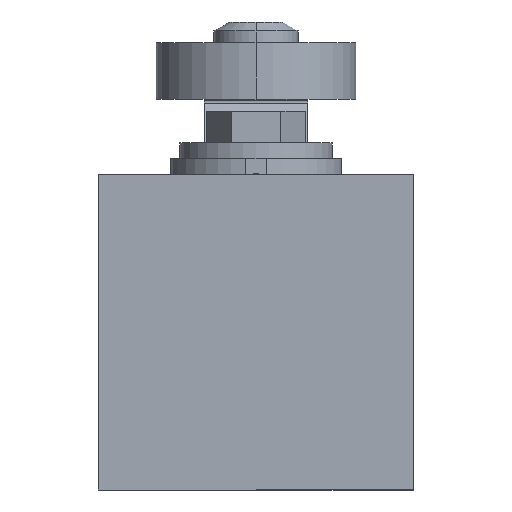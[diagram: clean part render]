
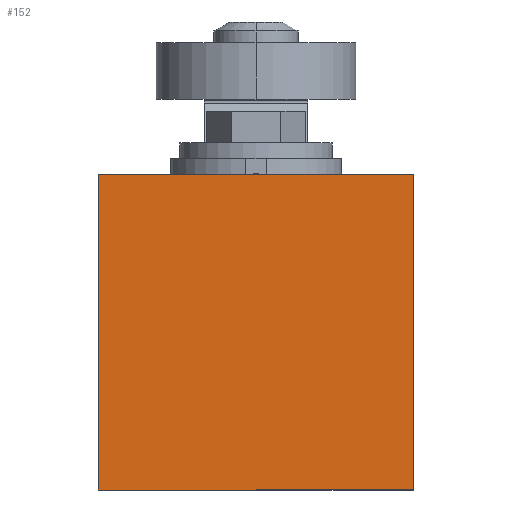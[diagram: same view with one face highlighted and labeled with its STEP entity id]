
A CAD part, front view. The second image highlights one B-rep face of the part: STEP entity #152.
In plain terms, the highlighted planar face has unit normal (0, -1, 0).
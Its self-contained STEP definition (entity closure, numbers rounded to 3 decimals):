
#152=ADVANCED_FACE('',(#406),#407,.T.);
#406=FACE_OUTER_BOUND('',#719,.T.);
#407=PLANE('',#720);
#719=EDGE_LOOP('',(#1662,#1663,#1664,#1665));
#720=AXIS2_PLACEMENT_3D('',#1666,#1667,#1668);
#1662=ORIENTED_EDGE('',*,*,#2387,.T.);
#1663=ORIENTED_EDGE('',*,*,#2385,.T.);
#1664=ORIENTED_EDGE('',*,*,#2388,.T.);
#1665=ORIENTED_EDGE('',*,*,#2374,.F.);
#1666=CARTESIAN_POINT('',(0.,-60.5,-1.0));
#1667=DIRECTION('',(0.,-1.0,0.0));
#1668=DIRECTION('',(1.0,0.,0.0));
#2374=EDGE_CURVE('',#2970,#2972,#2973,.T.);
#2385=EDGE_CURVE('',#2988,#2986,#2989,.T.);
#2387=EDGE_CURVE('',#2970,#2988,#2991,.T.);
#2388=EDGE_CURVE('',#2986,#2972,#2992,.T.);
#2970=VERTEX_POINT('',#4147);
#2972=VERTEX_POINT('',#4150);
#2973=LINE('',#4151,#4152);
#2986=VERTEX_POINT('',#4174);
#2988=VERTEX_POINT('',#4177);
#2989=LINE('',#4178,#4179);
#2991=LINE('',#4182,#4183);
#2992=LINE('',#4184,#4185);
#4147=CARTESIAN_POINT('',(-15.0,-60.5,0.));
#4150=CARTESIAN_POINT('',(-15.0,-60.5,30.0));
#4151=CARTESIAN_POINT('',(-15.0,-60.5,-1.0));
#4152=VECTOR('',#4822,1.0);
#4174=CARTESIAN_POINT('',(15.0,-60.5,30.0));
#4177=CARTESIAN_POINT('',(15.0,-60.5,0.));
#4178=CARTESIAN_POINT('',(15.0,-60.5,-1.0));
#4179=VECTOR('',#4833,1.0);
#4182=CARTESIAN_POINT('',(-8.,-60.5,0.));
#4183=VECTOR('',#4835,1.0);
#4184=CARTESIAN_POINT('',(-8.,-60.5,30.0));
#4185=VECTOR('',#4836,1.0);
#4822=DIRECTION('',(0.0,0.0,1.0));
#4833=DIRECTION('',(0.0,0.0,1.0));
#4835=DIRECTION('',(1.0,0.,0.));
#4836=DIRECTION('',(-1.0,0.,0.));
